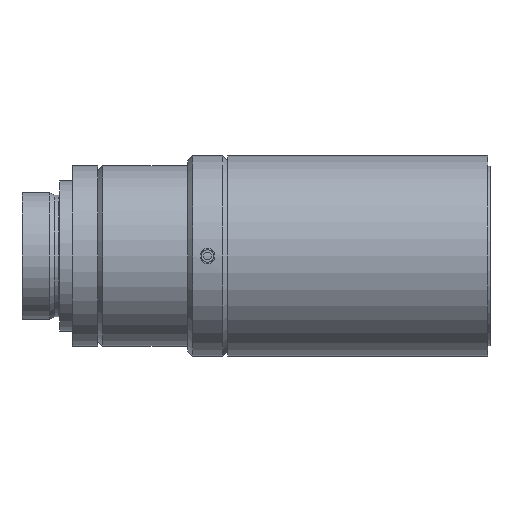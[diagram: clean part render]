
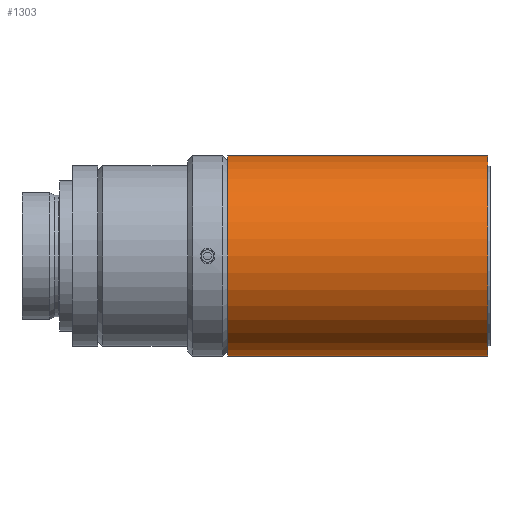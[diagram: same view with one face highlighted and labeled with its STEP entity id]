
A CAD part, front view. The second image highlights one B-rep face of the part: STEP entity #1303.
In plain terms, the highlighted cylindrical face has radius 20 mm (diameter 40 mm), a partial arc.
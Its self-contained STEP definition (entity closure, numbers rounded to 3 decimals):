
#13 = AXIS2_PLACEMENT_3D ( 'NONE', #223, #3348, #2831 ) ;
#23 = VECTOR ( 'NONE', #427, 1000. ) ;
#223 = CARTESIAN_POINT ( 'NONE',  ( 15.117, 0., 0. ) ) ;
#265 = VECTOR ( 'NONE', #1762, 1000. ) ;
#296 = EDGE_LOOP ( 'NONE', ( #3310, #2749, #2144, #379 ) ) ;
#331 = CARTESIAN_POINT ( 'NONE',  ( 93.117, 0., -20. ) ) ;
#379 = ORIENTED_EDGE ( 'NONE', *, *, #1820, .F. ) ;
#427 = DIRECTION ( 'NONE',  ( -1., 0., 0. ) ) ;
#456 = EDGE_CURVE ( 'NONE', #3123, #1685, #658, .T. ) ;
#611 = CARTESIAN_POINT ( 'NONE',  ( 93.117, 0., 0. ) ) ;
#658 = CIRCLE ( 'NONE', #2008, 20. ) ;
#870 = VERTEX_POINT ( 'NONE', #3372 ) ;
#877 = DIRECTION ( 'NONE',  ( 0., 0., 1. ) ) ;
#956 = AXIS2_PLACEMENT_3D ( 'NONE', #1016, #2848, #1280 ) ;
#987 = VERTEX_POINT ( 'NONE', #3061 ) ;
#1016 = CARTESIAN_POINT ( 'NONE',  ( 41.088, 0., 0. ) ) ;
#1026 = FACE_OUTER_BOUND ( 'NONE', #296, .T. ) ;
#1045 = LINE ( 'NONE', #2294, #265 ) ;
#1151 = EDGE_CURVE ( 'NONE', #1685, #987, #1045, .T. ) ;
#1280 = DIRECTION ( 'NONE',  ( 0., 0., 1. ) ) ;
#1303 = ADVANCED_FACE ( 'NONE', ( #1026 ), #1645, .T. ) ;
#1645 = CYLINDRICAL_SURFACE ( 'NONE', #13, 20. ) ;
#1685 = VERTEX_POINT ( 'NONE', #1937 ) ;
#1737 = CARTESIAN_POINT ( 'NONE',  ( 15.117, 0., -20. ) ) ;
#1762 = DIRECTION ( 'NONE',  ( -1., 0., 0. ) ) ;
#1820 = EDGE_CURVE ( 'NONE', #870, #987, #1921, .T. ) ;
#1921 = CIRCLE ( 'NONE', #956, 20. ) ;
#1937 = CARTESIAN_POINT ( 'NONE',  ( 93.117, 0., 20. ) ) ;
#2008 = AXIS2_PLACEMENT_3D ( 'NONE', #611, #2452, #877 ) ;
#2144 = ORIENTED_EDGE ( 'NONE', *, *, #1151, .T. ) ;
#2194 = LINE ( 'NONE', #1737, #23 ) ;
#2294 = CARTESIAN_POINT ( 'NONE',  ( 15.117, 0., 20. ) ) ;
#2452 = DIRECTION ( 'NONE',  ( -1., 0., 0. ) ) ;
#2749 = ORIENTED_EDGE ( 'NONE', *, *, #456, .T. ) ;
#2791 = EDGE_CURVE ( 'NONE', #3123, #870, #2194, .T. ) ;
#2831 = DIRECTION ( 'NONE',  ( 0., 0., 1. ) ) ;
#2848 = DIRECTION ( 'NONE',  ( -1., 0., 0. ) ) ;
#3061 = CARTESIAN_POINT ( 'NONE',  ( 41.088, 0., 20. ) ) ;
#3123 = VERTEX_POINT ( 'NONE', #331 ) ;
#3310 = ORIENTED_EDGE ( 'NONE', *, *, #2791, .F. ) ;
#3348 = DIRECTION ( 'NONE',  ( -1., 0., 0. ) ) ;
#3372 = CARTESIAN_POINT ( 'NONE',  ( 41.088, 0., -20. ) ) ;
